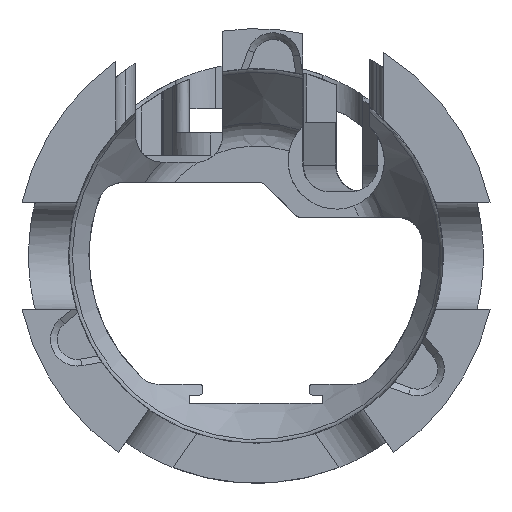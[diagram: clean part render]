
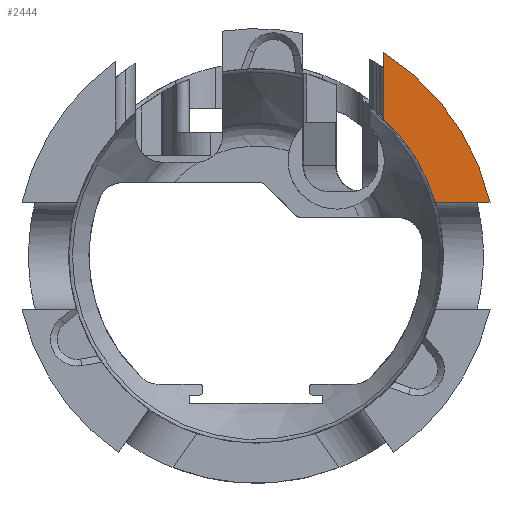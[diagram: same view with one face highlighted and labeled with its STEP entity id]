
A CAD part, front view. The second image highlights one B-rep face of the part: STEP entity #2444.
In plain terms, the highlighted planar face has unit normal (0, -1, 0).
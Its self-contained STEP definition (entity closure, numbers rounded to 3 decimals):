
#1966 = VERTEX_POINT('',#1967);
#1967 = CARTESIAN_POINT('',(1.5,-165.896,
    10.388));
#1973 = EDGE_CURVE('',#1974,#1966,#1976,.T.);
#1974 = VERTEX_POINT('',#1975);
#1975 = CARTESIAN_POINT('',(5.416,-165.896,
    4.104));
#1976 = CIRCLE('',#1977,14.);
#1977 = AXIS2_PLACEMENT_3D('',#1978,#1979,#1980);
#1978 = CARTESIAN_POINT('',(-8.,-165.896,
    0.104));
#1979 = DIRECTION('',(0.,-1.,0.));
#1980 = DIRECTION('',(0.958,0.,0.286)
  );
#2444 = ADVANCED_FACE('',(#2445),#2471,.T.);
#2445 = FACE_BOUND('',#2446,.F.);
#2446 = EDGE_LOOP('',(#2447,#2448,#2456,#2465));
#2447 = ORIENTED_EDGE('',*,*,#1973,.T.);
#2448 = ORIENTED_EDGE('',*,*,#2449,.F.);
#2449 = EDGE_CURVE('',#2450,#1966,#2452,.T.);
#2450 = VERTEX_POINT('',#2451);
#2451 = CARTESIAN_POINT('',(1.5,-165.896,
    15.334));
#2452 = LINE('',#2453,#2454);
#2453 = CARTESIAN_POINT('',(1.5,-165.896,
    15.334));
#2454 = VECTOR('',#2455,1.);
#2455 = DIRECTION('',(0.,0.,-1.));
#2456 = ORIENTED_EDGE('',*,*,#2457,.F.);
#2457 = EDGE_CURVE('',#2458,#2450,#2460,.T.);
#2458 = VERTEX_POINT('',#2459);
#2459 = CARTESIAN_POINT('',(9.498,-165.896,
    4.104));
#2460 = CIRCLE('',#2461,17.95);
#2461 = AXIS2_PLACEMENT_3D('',#2462,#2463,#2464);
#2462 = CARTESIAN_POINT('',(-8.,-165.896,
    0.104));
#2463 = DIRECTION('',(0.,-1.,0.));
#2464 = DIRECTION('',(0.975,0.,0.223
    ));
#2465 = ORIENTED_EDGE('',*,*,#2466,.F.);
#2466 = EDGE_CURVE('',#1974,#2458,#2467,.T.);
#2467 = LINE('',#2468,#2469);
#2468 = CARTESIAN_POINT('',(5.416,-165.896,
    4.104));
#2469 = VECTOR('',#2470,1.);
#2470 = DIRECTION('',(1.,0.,0.));
#2471 = PLANE('',#2472);
#2472 = AXIS2_PLACEMENT_3D('',#2473,#2474,#2475);
#2473 = CARTESIAN_POINT('',(-8.,-165.896,
    0.104));
#2474 = DIRECTION('',(0.,-1.,0.));
#2475 = DIRECTION('',(-1.,0.,0.));
